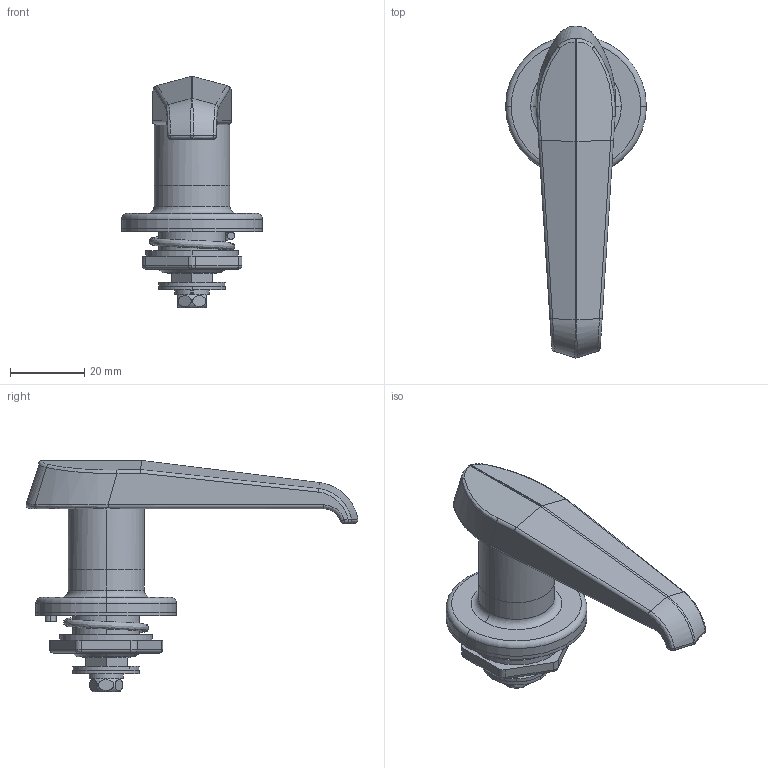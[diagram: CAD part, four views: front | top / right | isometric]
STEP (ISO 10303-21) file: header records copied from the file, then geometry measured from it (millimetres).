
FILE_DESCRIPTION (( 'STEP AP203' ), '1' );
FILE_NAME ('A-140-4-2.STEP', '2016-03-23T04:52:21', ( '' ), ( '' ), 'SwSTEP 2.0', 'SolidWorks 2012', '' );
FILE_SCHEMA (( 'CONFIG_CONTROL_DESIGN' ));
Length unit declared in the file: millimetre
Products named in the file (10): A-140-4儕儞僌儚僢僔儍乕; A-140-4-2; 廫帤寠晅偒榋妏儃儖僩M5_M5亊10; 暯儚僢僔儍乕M5暲娵_M5亊冇18亊冇5.5亊t1; A-140-4受座_公; A-140-4本体_公_A-140-4-2; スプリングワッシャーM5_JIS B 1251 No.2 5; A-140-4_Packing; A-140-4M18僫僢僩_岞; 仩8僗儁乕僒乕_冇18亊仩8亊t1
Assembly tree (9 placements, depth 2):
  A-140-4-2
    A-140-4受座_公
    A-140-4本体_公_A-140-4-2
    A-140-4M18僫僢僩_岞
    A-140-4_Packing
    仩8僗儁乕僒乕_冇18亊仩8亊t1
    スプリングワッシャーM5_JIS B 1251 No.2 5
    暯儚僢僔儍乕M5暲娵_M5亊冇18亊冇5.5亊t1
    廫帤寠晅偒榋妏儃儖僩M5_M5亊10
    A-140-4儕儞僌儚僢僔儍乕
Bounding box: 38 x 89.64 x 62.4 mm (x, y, z)
Volume: 27890.7 mm3; surface area: 17857.7 mm2
Topology: 9 solids, 9 shells, 260 faces, 620 edges, 390 vertices
Faces by surface type: cylinder 103, plane 96, bspline 33, torus 14, cone 7, sphere 7
Entity records: 10774 total; most frequent: CARTESIAN_POINT 3843, DIRECTION 1240, ORIENTED_EDGE 1226, EDGE_CURVE 613, AXIS2_PLACEMENT_3D 492, VERTEX_POINT 388, EDGE_LOOP 289, FACE_OUTER_BOUND 260
